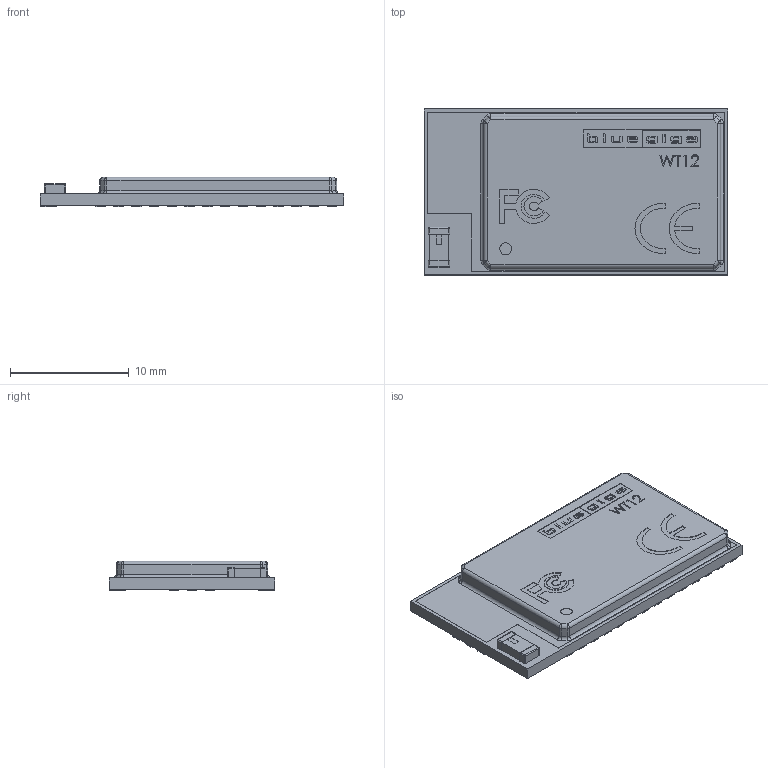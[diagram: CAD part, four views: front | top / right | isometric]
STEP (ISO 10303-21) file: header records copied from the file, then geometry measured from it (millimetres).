
FILE_DESCRIPTION (( 'STEP AP214' ), '1' );
FILE_NAME ('User Library-WT12.STEP', '2017-07-09T08:38:46', ( 'Windows User' ), ( '' ), 'SwSTEP 2.0', 'SolidWorks 2017', '' );
FILE_SCHEMA (( 'AUTOMOTIVE_DESIGN' ));
Length unit declared in the file: millimetre
Products named in the file (1): User Library-WT12
Bounding box: 25.6 x 14 x 2.5 mm (x, y, z)
Volume: 723.1 mm3; surface area: 958.7 mm2
Topology: 32 solids, 32 shells, 617 faces, 1528 edges, 996 vertices
Faces by surface type: plane 436, bspline 110, cylinder 71
Entity records: 26590 total; most frequent: CARTESIAN_POINT 5428, ORIENTED_EDGE 3040, DIRECTION 2506, EDGE_CURVE 1520, LINE 1190, VECTOR 1190, VERTEX_POINT 996, AXIS2_PLACEMENT_3D 658
